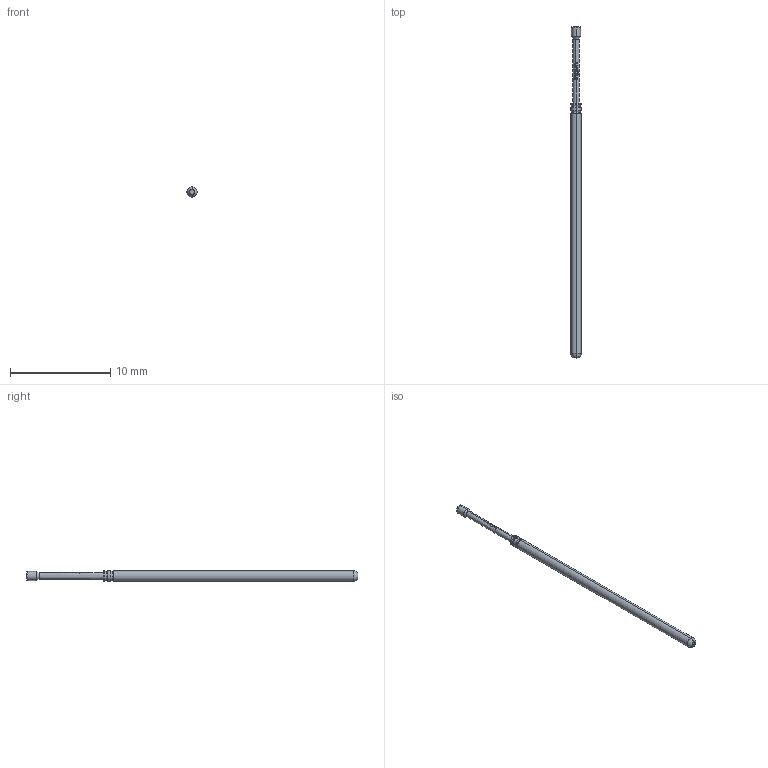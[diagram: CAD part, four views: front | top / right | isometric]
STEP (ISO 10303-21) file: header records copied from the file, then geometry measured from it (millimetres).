
FILE_DESCRIPTION (( 'STEP AP203' ), '1' );
FILE_NAME ('INGUN_GKS-075_360_090_A_xx00.STEP', '2021-09-22T05:19:37', ( 'ochi' ), ( '' ), 'SwSTEP 2.0', 'SolidWorks 2018', '' );
FILE_SCHEMA (( 'CONFIG_CONTROL_DESIGN' ));
Length unit declared in the file: millimetre
Products named in the file (1): INGUN_GKS-075_360_090_A_xx00
Bounding box: 1.02 x 33.1 x 1.02 mm (x, y, z)
Volume: 23.4 mm3; surface area: 100.1 mm2
Topology: 1 solids, 1 shells, 183 faces, 414 edges, 235 vertices
Faces by surface type: plane 94, bspline 49, cone 20, torus 10, cylinder 10
Entity records: 5919 total; most frequent: CARTESIAN_POINT 2436, ORIENTED_EDGE 828, DIRECTION 496, EDGE_CURVE 414, VERTEX_POINT 235, EDGE_LOOP 185, ADVANCED_FACE 183, FACE_OUTER_BOUND 183
